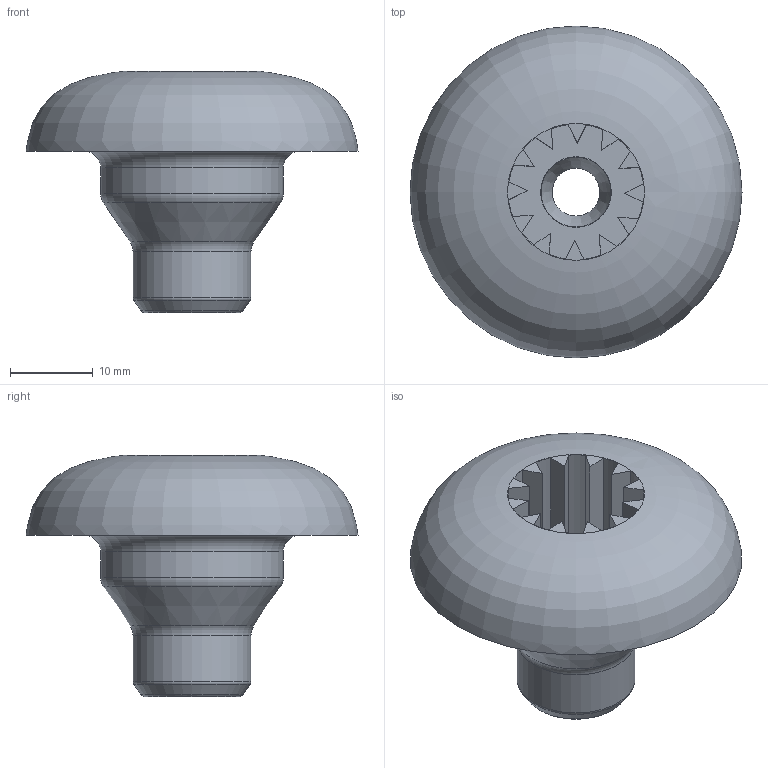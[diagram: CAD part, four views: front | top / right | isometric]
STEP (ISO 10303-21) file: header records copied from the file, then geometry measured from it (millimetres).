
FILE_DESCRIPTION(/* description */ (''),/* implementation_level */ '2;1');
FILE_NAME(/* name */ 'robot v2.step',/* time_stamp */ '2021-09-17T10:14:05+02:00',/* author */ (''),/* organization */ (''),/* preprocessor_version */ 'ST-DEVELOPER v18.1',/* originating_system */ 'Autodesk Translation Framework v10.10.0.1391',/* authorisation */ '');
FILE_SCHEMA (('AUTOMOTIVE_DESIGN { 1 0 10303 214 3 1 1 }'));
Length unit declared in the file: millimetre
Products named in the file (1): robot
Bounding box: 40 x 40 x 29.05 mm (x, y, z)
Volume: 11032.5 mm3; surface area: 5444.6 mm2
Topology: 1 solids, 1 shells, 62 faces, 156 edges, 100 vertices
Faces by surface type: plane 34, cylinder 17, torus 5, cone 5, bspline 1
Full cylindrical faces by diameter (mm): 8.5 x1, 14.2 x1, 22 x1
Entity records: 2037 total; most frequent: CARTESIAN_POINT 479, DIRECTION 326, ORIENTED_EDGE 312, EDGE_CURVE 156, AXIS2_PLACEMENT_3D 113, LINE 100, VECTOR 100, VERTEX_POINT 100
